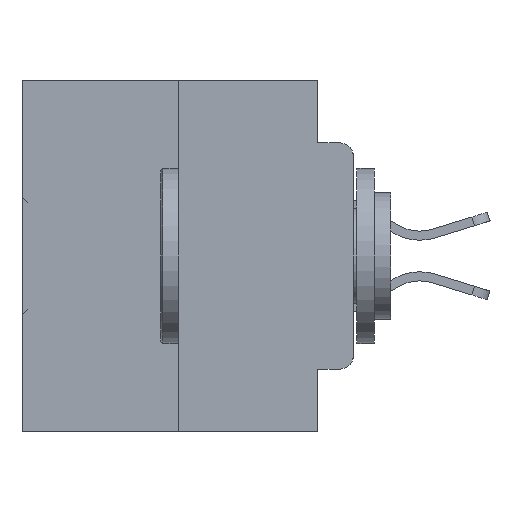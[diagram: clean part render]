
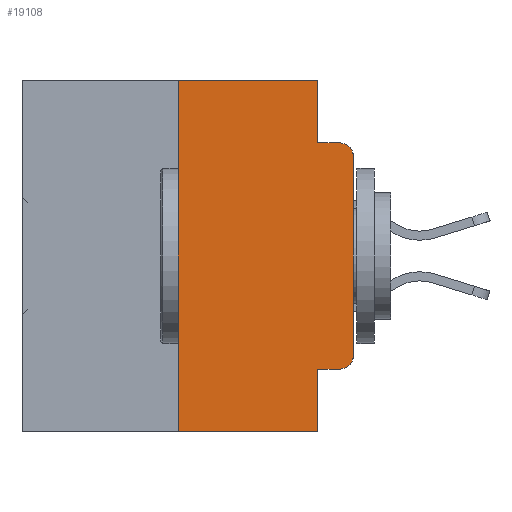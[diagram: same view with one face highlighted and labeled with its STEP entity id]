
A CAD part, left-side view. The second image highlights one B-rep face of the part: STEP entity #19108.
In plain terms, the highlighted planar face has unit normal (-1, 0, 0).
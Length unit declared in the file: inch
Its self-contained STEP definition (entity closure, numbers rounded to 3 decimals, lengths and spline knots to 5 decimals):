
#495 = EDGE_CURVE ( 'NONE', #24466, #26644, #28825, .T. ) ;
#977 = DIRECTION ( 'NONE',  ( 0., 0., 1. ) ) ;
#1737 = EDGE_CURVE ( 'NONE', #20085, #2708, #27455, .T. ) ;
#2069 = CARTESIAN_POINT ( 'NONE',  ( 0., 0.02, -0.4115 ) ) ;
#2544 = DIRECTION ( 'NONE',  ( 0., 0., -1. ) ) ;
#2660 = VECTOR ( 'NONE', #12769, 39.37008 ) ;
#2708 = VERTEX_POINT ( 'NONE', #15582 ) ;
#2800 = CARTESIAN_POINT ( 'NONE',  ( 0., 0.25, 0. ) ) ;
#3189 = DIRECTION ( 'NONE',  ( 0., 0., -1. ) ) ;
#3408 = ORIENTED_EDGE ( 'NONE', *, *, #27983, .F. ) ;
#4077 = ORIENTED_EDGE ( 'NONE', *, *, #495, .T. ) ;
#6235 = EDGE_CURVE ( 'NONE', #31667, #16295, #31555, .T. ) ;
#6376 = CARTESIAN_POINT ( 'NONE',  ( 0., 0.02, -0.3915 ) ) ;
#6398 = CARTESIAN_POINT ( 'NONE',  ( 0., 0., -0.3915 ) ) ;
#6420 = VECTOR ( 'NONE', #9357, 39.37008 ) ;
#6952 = DIRECTION ( 'NONE',  ( 0., -1., 0. ) ) ;
#6971 = LINE ( 'NONE', #29568, #36495 ) ;
#7295 = CARTESIAN_POINT ( 'NONE',  ( 0., 0.051, 0. ) ) ;
#7576 = ORIENTED_EDGE ( 'NONE', *, *, #33609, .F. ) ;
#8135 = ORIENTED_EDGE ( 'NONE', *, *, #1737, .T. ) ;
#9114 = VECTOR ( 'NONE', #9441, 39.37008 ) ;
#9242 = ORIENTED_EDGE ( 'NONE', *, *, #27442, .T. ) ;
#9357 = DIRECTION ( 'NONE',  ( 0., 0., -1. ) ) ;
#9395 = DIRECTION ( 'NONE',  ( 0., -1., 0. ) ) ;
#9441 = DIRECTION ( 'NONE',  ( 0., -1., 0. ) ) ;
#9509 = VECTOR ( 'NONE', #3189, 39.37008 ) ;
#10521 = EDGE_CURVE ( 'NONE', #31223, #24466, #19179, .T. ) ;
#10834 = ORIENTED_EDGE ( 'NONE', *, *, #18571, .F. ) ;
#11000 = CARTESIAN_POINT ( 'NONE',  ( 0., 0.473, 0. ) ) ;
#11695 = DIRECTION ( 'NONE',  ( 0., -1., 0. ) ) ;
#12344 = VERTEX_POINT ( 'NONE', #26480 ) ;
#12769 = DIRECTION ( 'NONE',  ( 0., 0., 1. ) ) ;
#13111 = CARTESIAN_POINT ( 'NONE',  ( 0., 0., -0.1085 ) ) ;
#13863 = AXIS2_PLACEMENT_3D ( 'NONE', #11000, #31254, #2544 ) ;
#14834 = DIRECTION ( 'NONE',  ( -1., 0., 0. ) ) ;
#15053 = CARTESIAN_POINT ( 'NONE',  ( 0., 0.473, -0.5 ) ) ;
#15492 = EDGE_LOOP ( 'NONE', ( #27180, #4077, #19267, #3408, #34978, #7576, #8135, #10834, #9242, #15588 ) ) ;
#15582 = CARTESIAN_POINT ( 'NONE',  ( 0., 0.051, -0.5 ) ) ;
#15588 = ORIENTED_EDGE ( 'NONE', *, *, #26257, .T. ) ;
#16295 = VERTEX_POINT ( 'NONE', #7295 ) ;
#16775 = LINE ( 'NONE', #26443, #9114 ) ;
#18571 = EDGE_CURVE ( 'NONE', #12344, #2708, #19878, .T. ) ;
#19108 = ADVANCED_FACE ( 'NONE', ( #29034 ), #33887, .F. ) ;
#19179 = LINE ( 'NONE', #23500, #2660 ) ;
#19267 = ORIENTED_EDGE ( 'NONE', *, *, #30607, .F. ) ;
#19878 = LINE ( 'NONE', #26352, #6420 ) ;
#20085 = VERTEX_POINT ( 'NONE', #32848 ) ;
#20317 = CARTESIAN_POINT ( 'NONE',  ( 0., 0.051, 0. ) ) ;
#23244 = CARTESIAN_POINT ( 'NONE',  ( 0., 0.051, -0.0885 ) ) ;
#23311 = CARTESIAN_POINT ( 'NONE',  ( 0., 0.051, -0.0885 ) ) ;
#23500 = CARTESIAN_POINT ( 'NONE',  ( 0., 0., 0. ) ) ;
#23961 = CIRCLE ( 'NONE', #35259, 0.02 ) ;
#24466 = VERTEX_POINT ( 'NONE', #13111 ) ;
#24583 = LINE ( 'NONE', #23311, #27283 ) ;
#26257 = EDGE_CURVE ( 'NONE', #36419, #31223, #23961, .T. ) ;
#26352 = CARTESIAN_POINT ( 'NONE',  ( 0., 0.051, 0. ) ) ;
#26443 = CARTESIAN_POINT ( 'NONE',  ( 0., 0.051, -0.4115 ) ) ;
#26480 = CARTESIAN_POINT ( 'NONE',  ( 0., 0.051, -0.4115 ) ) ;
#26623 = VECTOR ( 'NONE', #6952, 39.37008 ) ;
#26644 = VERTEX_POINT ( 'NONE', #34157 ) ;
#27180 = ORIENTED_EDGE ( 'NONE', *, *, #10521, .T. ) ;
#27283 = VECTOR ( 'NONE', #11695, 39.37008 ) ;
#27442 = EDGE_CURVE ( 'NONE', #12344, #36419, #16775, .T. ) ;
#27455 = LINE ( 'NONE', #15053, #36390 ) ;
#27983 = EDGE_CURVE ( 'NONE', #16295, #29931, #28316, .T. ) ;
#28316 = LINE ( 'NONE', #20317, #9509 ) ;
#28636 = DIRECTION ( 'NONE',  ( -1., 0., 0. ) ) ;
#28825 = CIRCLE ( 'NONE', #36224, 0.02 ) ;
#29031 = CARTESIAN_POINT ( 'NONE',  ( 0., 0.02, -0.1085 ) ) ;
#29034 = FACE_OUTER_BOUND ( 'NONE', #15492, .T. ) ;
#29568 = CARTESIAN_POINT ( 'NONE',  ( 0., 0.25, 0. ) ) ;
#29931 = VERTEX_POINT ( 'NONE', #23244 ) ;
#30607 = EDGE_CURVE ( 'NONE', #29931, #26644, #24583, .T. ) ;
#31223 = VERTEX_POINT ( 'NONE', #6398 ) ;
#31254 = DIRECTION ( 'NONE',  ( 1., 0., 0. ) ) ;
#31555 = LINE ( 'NONE', #32128, #26623 ) ;
#31667 = VERTEX_POINT ( 'NONE', #2800 ) ;
#32128 = CARTESIAN_POINT ( 'NONE',  ( 0., 0.473, 0. ) ) ;
#32848 = CARTESIAN_POINT ( 'NONE',  ( 0., 0.25, -0.5 ) ) ;
#33609 = EDGE_CURVE ( 'NONE', #20085, #31667, #6971, .T. ) ;
#33887 = PLANE ( 'NONE',  #13863 ) ;
#34157 = CARTESIAN_POINT ( 'NONE',  ( 0., 0.02, -0.0885 ) ) ;
#34628 = DIRECTION ( 'NONE',  ( 0., 0., -1. ) ) ;
#34678 = DIRECTION ( 'NONE',  ( 0., 0., -1. ) ) ;
#34978 = ORIENTED_EDGE ( 'NONE', *, *, #6235, .F. ) ;
#35259 = AXIS2_PLACEMENT_3D ( 'NONE', #6376, #28636, #34628 ) ;
#36224 = AXIS2_PLACEMENT_3D ( 'NONE', #29031, #14834, #34678 ) ;
#36390 = VECTOR ( 'NONE', #9395, 39.37008 ) ;
#36419 = VERTEX_POINT ( 'NONE', #2069 ) ;
#36495 = VECTOR ( 'NONE', #977, 39.37008 ) ;
